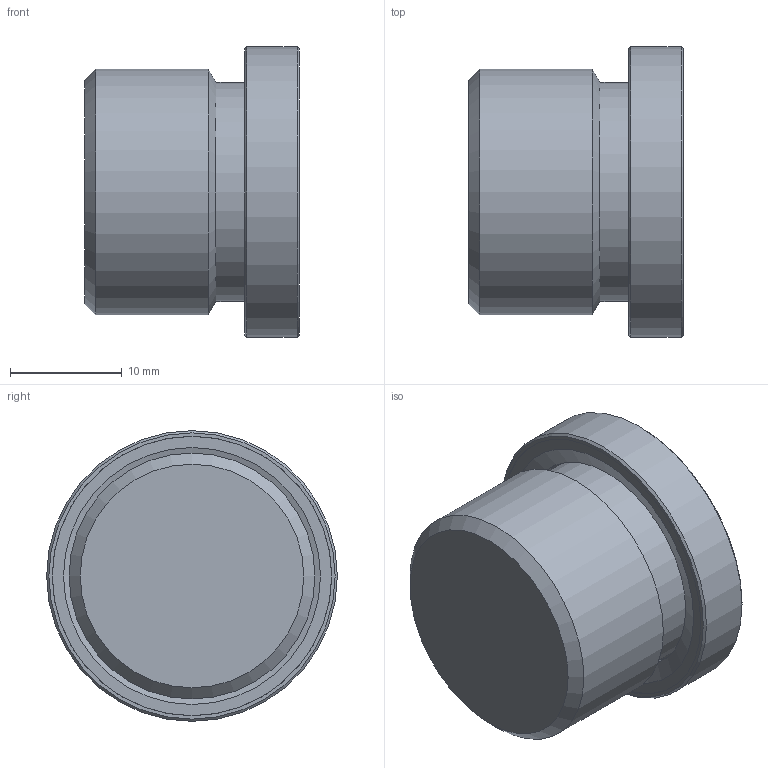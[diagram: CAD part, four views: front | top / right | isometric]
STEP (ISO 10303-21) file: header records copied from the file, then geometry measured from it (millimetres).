
FILE_DESCRIPTION(/* description */ (''),/* implementation_level */ '2;1');
FILE_NAME(/* name */ 'vsti_22x1_5_es-la.stp',/* time_stamp */ '2018-10-15T10:37:17+02:00',/* author */ ('leitheußer'),/* organization */ (''),/* preprocessor_version */ 'ST-DEVELOPER v15.6',/* originating_system */ 'Autodesk Inventor LT ',/* authorisation */ '');
FILE_SCHEMA (('AUTOMOTIVE_DESIGN { 1 0 10303 214 3 1 1 }'));
Length unit declared in the file: millimetre
Products named in the file (1): VSTI 22x1,5 ES
Bounding box: 19.2 x 26 x 26 mm (x, y, z)
Volume: 7093.2 mm3; surface area: 3482.5 mm2
Topology: 2 solids, 2 shells, 25 faces, 53 edges, 35 vertices
Faces by surface type: plane 13, cylinder 6, cone 6
Full cylindrical faces by diameter (mm): 19.6 x1, 19.98 x1, 22 x1, 24.98 x1, 25 x1, 26 x1
Entity records: 643 total; most frequent: CARTESIAN_POINT 126, DIRECTION 98, ORIENTED_EDGE 82, AXIS2_PLACEMENT_3D 43, EDGE_LOOP 42, EDGE_CURVE 41, VERTEX_POINT 35, FACE_OUTER_BOUND 25
